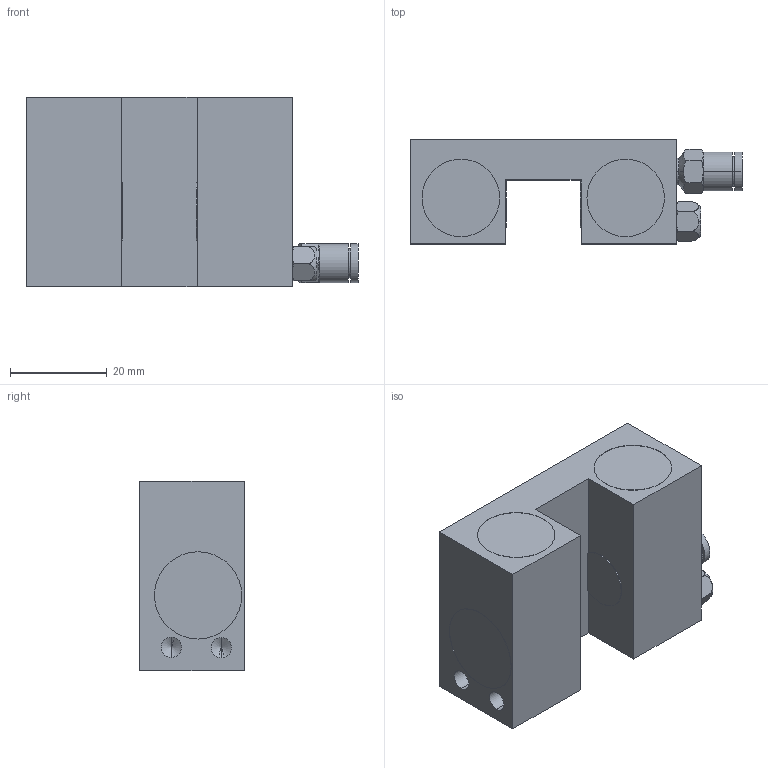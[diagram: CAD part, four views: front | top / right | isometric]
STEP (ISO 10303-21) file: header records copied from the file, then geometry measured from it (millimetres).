
FILE_DESCRIPTION (( 'STEP AP214' ), '1' );
FILE_NAME ('FK15BÆøÑ¹³£¿ª.STEP', '2022-04-19T13:55:02', ( '' ), ( '' ), 'SwSTEP 2.0', 'SolidWorks 2021', '' );
FILE_SCHEMA (( 'AUTOMOTIVE_DESIGN' ));
Length unit declared in the file: millimetre
Products named in the file (4): PC4-M3辦脣; M5秏汒ん1; FK15翋极; FK15Bァ揤都羲
Assembly tree (3 placements, depth 2):
  FK15Bァ揤都羲
    FK15翋极
    M5秏汒ん1
    PC4-M3辦脣
Bounding box: 68.5 x 21.5 x 39 mm (x, y, z)
Volume: 38069.3 mm3; surface area: 10703.4 mm2
Topology: 3 solids, 3 shells, 125 faces, 294 edges, 178 vertices
Faces by surface type: cylinder 48, plane 45, cone 28, torus 4
Entity records: 4411 total; most frequent: CARTESIAN_POINT 927, DIRECTION 616, ORIENTED_EDGE 556, EDGE_CURVE 278, AXIS2_PLACEMENT_3D 243, VERTEX_POINT 178, EDGE_LOOP 146, LINE 130
